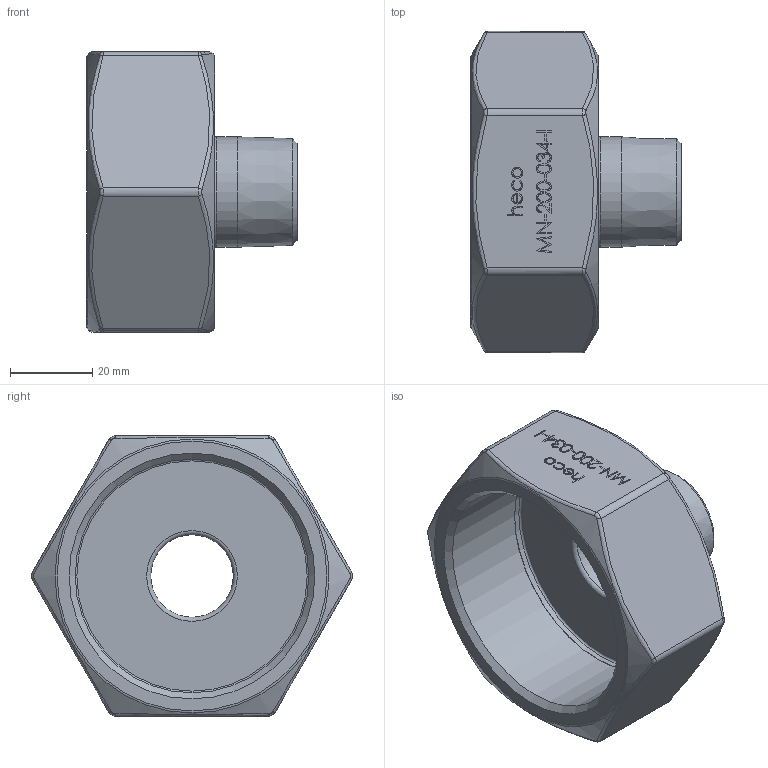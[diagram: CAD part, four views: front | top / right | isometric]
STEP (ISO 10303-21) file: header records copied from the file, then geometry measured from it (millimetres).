
FILE_DESCRIPTION (( 'STEP AP214' ), '1' );
FILE_NAME ('MN-200-034-I 2311.STEP', '2023-11-03T09:42:02', ( '' ), ( '' ), 'SwSTEP 2.0', 'SolidWorks 2019', '' );
FILE_SCHEMA (( 'AUTOMOTIVE_DESIGN' ));
Length unit declared in the file: millimetre
Products named in the file (1): MN-200-034-I 2311
Bounding box: 51 x 77.9 x 68 mm (x, y, z)
Volume: 62767.2 mm3; surface area: 21427.5 mm2
Topology: 1 solids, 1 shells, 234 faces, 592 edges, 385 vertices
Faces by surface type: plane 107, bspline 106, cylinder 10, torus 6, cone 5
Full cylindrical faces by diameter (mm): 20 x1, 26.754 x1, 56.656 x1, 56.856 x1
Entity records: 15003 total; most frequent: CARTESIAN_POINT 8035, ORIENTED_EDGE 1142, DIRECTION 660, EDGE_CURVE 571, VERTEX_POINT 379, LINE 316, VECTOR 316, EDGE_LOOP 276
